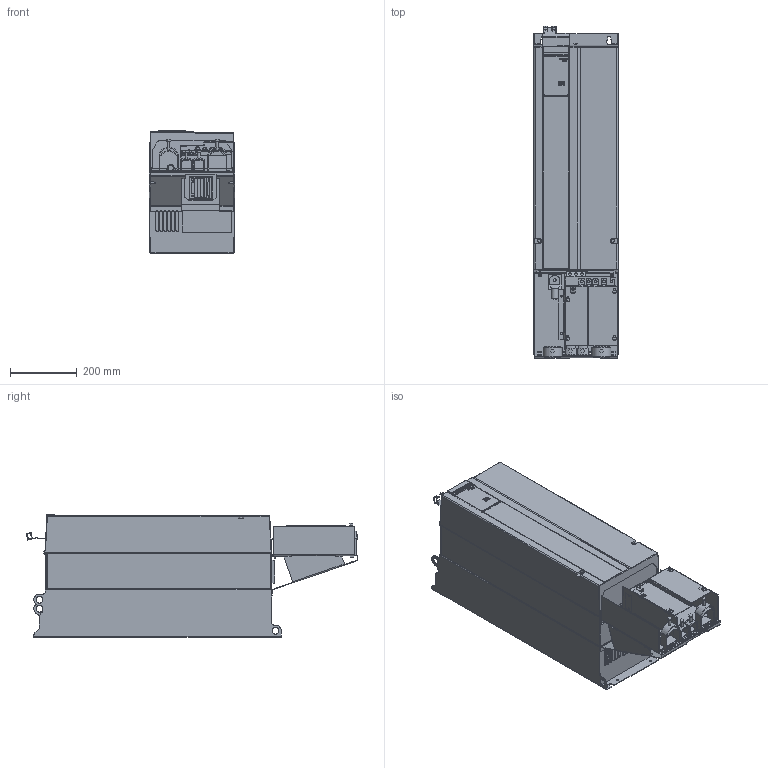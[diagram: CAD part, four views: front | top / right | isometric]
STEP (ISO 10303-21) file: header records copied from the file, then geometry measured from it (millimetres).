
FILE_DESCRIPTION((''),'2;1');
FILE_NAME('FA08_ASM_SW0006','2020-09-08T15:37:46',('ett15986'),(''),'CREO PARAMETRIC BY PTC INC, 2017260','CREO PARAMETRIC BY PTC INC, 2017260','');
FILE_SCHEMA(('AUTOMOTIVE_DESIGN { 1 0 10303 214 1 1 1 1 }'));
Products named in the file (1): FA08_ASM_SW0006
Bounding box: 256 x 997.37 x 367 mm (x, y, z)
Volume: 62675762.4 mm3; surface area: 1655925.8 mm2
Topology: 1 solids, 1 shells, 2171 faces, 6094 edges, 3957 vertices
Faces by surface type: plane 1356, cylinder 604, extrusion 110, bspline 67, cone 20, torus 10, sphere 4
Entity records: 89169 total; most frequent: CARTESIAN_POINT 22127, ORIENTED_EDGE 12184, DIRECTION 10730, EDGE_CURVE 6092, VECTOR 4412, LINE 4302, VERTEX_POINT 3957, AXIS2_PLACEMENT_3D 3159
